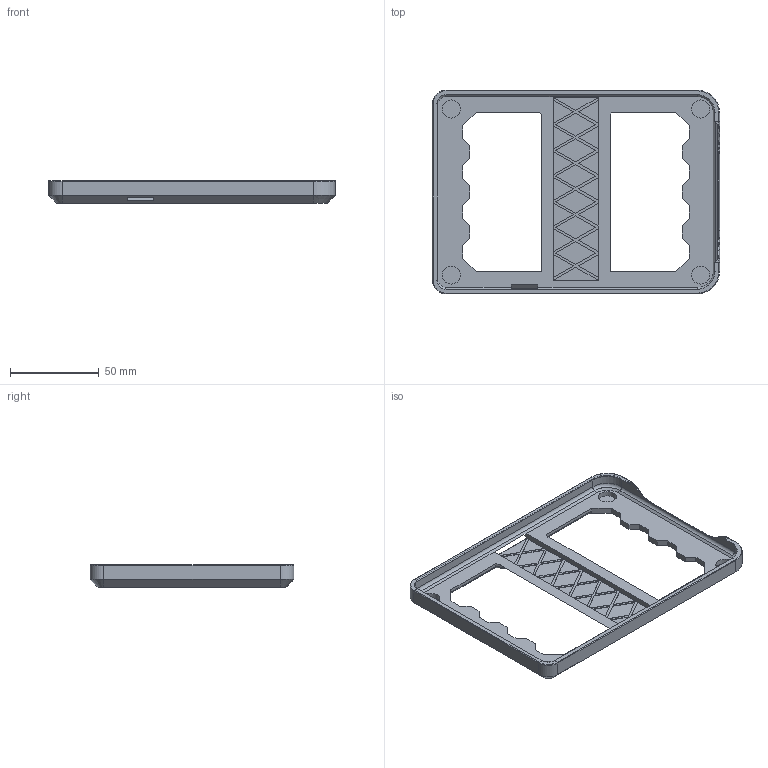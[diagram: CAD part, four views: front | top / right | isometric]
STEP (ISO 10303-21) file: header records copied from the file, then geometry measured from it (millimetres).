
FILE_DESCRIPTION(/* description */ ('STEP AP242','CAx-IF Rec.Pracs.---Representation and Presentation of Product Manufacturing Information (PMI)---4.0---2014-10-13','CAx-IF Rec.Pracs.---3D Tessellated Geometry---0.4---2014-09-14','2;1'),/* implementation_level */ '2;1');
FILE_NAME(/* name */ '62f16c48a241f4642321bbb0',/* time_stamp */ '2022-08-08T20:04:25+00:00',/* author */ (''),/* organization */ (''),/* preprocessor_version */ 'ST-DEVELOPER v18.102',/* originating_system */ ' ',/* authorisation */ ' ');
FILE_SCHEMA (('AP242_MANAGED_MODEL_BASED_3D_ENGINEERING_MIM_LF { 1 0 10303 442 1 1 4 }'));
Length unit declared in the file: metre
Products named in the file (1): Part 2
Bounding box: 161.79 x 114.79 x 12.8 mm (x, y, z)
Volume: 25842.7 mm3; surface area: 34153 mm2
Topology: 1 solids, 1 shells, 217 faces, 569 edges, 362 vertices
Faces by surface type: plane 152, cylinder 36, torus 12, cone 9, bspline 8
Full cylindrical faces by diameter (mm): 10.2 x4
Entity records: 6712 total; most frequent: CARTESIAN_POINT 1406, ORIENTED_EDGE 1130, DIRECTION 1025, EDGE_CURVE 565, LINE 441, VECTOR 441, VERTEX_POINT 362, AXIS2_PLACEMENT_3D 292
